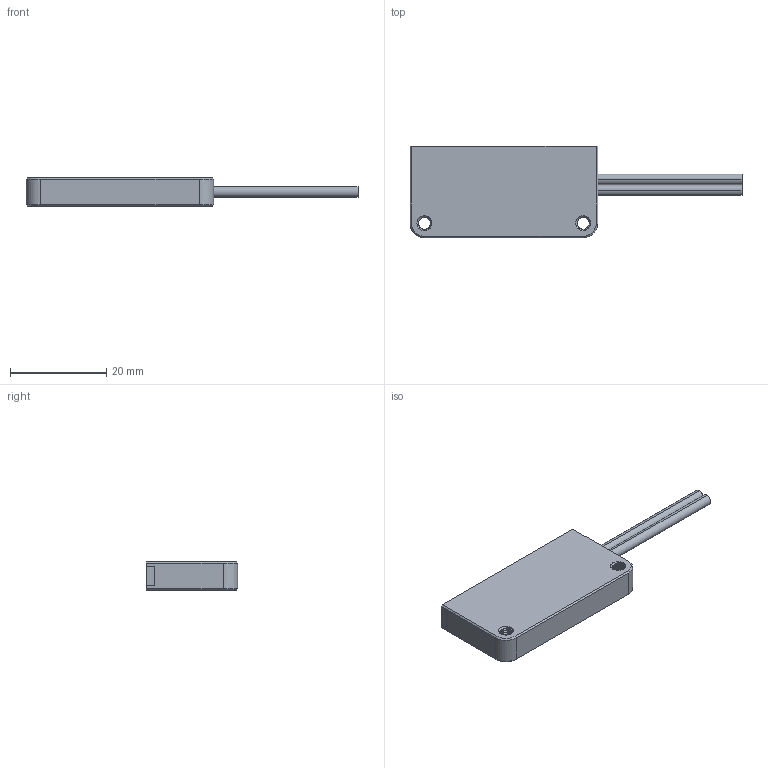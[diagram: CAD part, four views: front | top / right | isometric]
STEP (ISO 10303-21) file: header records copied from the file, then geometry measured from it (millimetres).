
FILE_DESCRIPTION((''),'2;1');
FILE_NAME('PR30QL','2022-09-09T18:28:16',('Designer'),(''),'CREO PARAMETRIC BY PTC INC, 2022014','CREO PARAMETRIC BY PTC INC, 2022014','');
FILE_SCHEMA(('CONFIG_CONTROL_DESIGN'));
Length unit declared in the file: millimetre
Products named in the file (1): PR30QL
Bounding box: 69 x 19 x 6 mm (x, y, z)
Volume: 4562.4 mm3; surface area: 3278.5 mm2
Topology: 2 solids, 2 shells, 162 faces, 456 edges, 300 vertices
Faces by surface type: cylinder 114, plane 24, bspline 12, cone 12
Entity records: 8702 total; most frequent: CARTESIAN_POINT 4454, ORIENTED_EDGE 912, DIRECTION 798, EDGE_CURVE 456, AXIS2_PLACEMENT_3D 308, VERTEX_POINT 300, EDGE_LOOP 232, VECTOR 182
